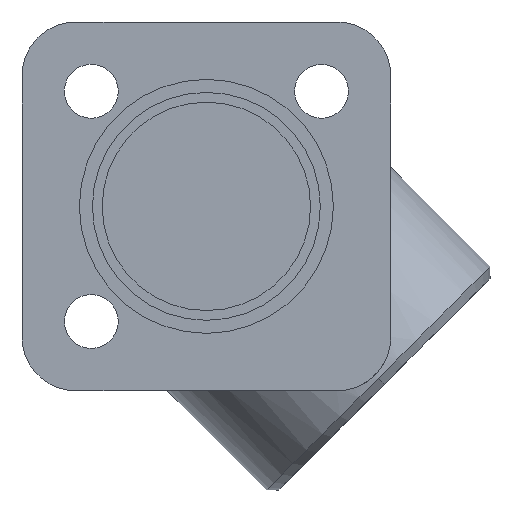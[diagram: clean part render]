
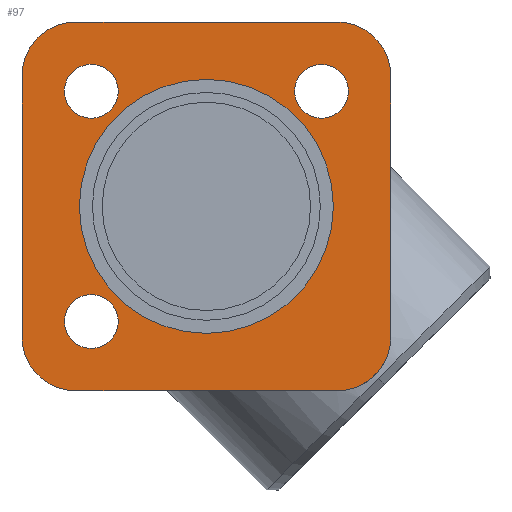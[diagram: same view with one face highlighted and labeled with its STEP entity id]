
A CAD part, front view. The second image highlights one B-rep face of the part: STEP entity #97.
In plain terms, the highlighted planar face has unit normal (0, -1, 0).
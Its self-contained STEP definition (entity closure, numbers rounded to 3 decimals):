
#97=ADVANCED_FACE('',(#207,#208,#209,#210,#211),#212,.F.);
#207=FACE_BOUND('',#321,.T.);
#208=FACE_BOUND('',#322,.T.);
#209=FACE_BOUND('',#323,.T.);
#210=FACE_BOUND('',#324,.T.);
#211=FACE_OUTER_BOUND('',#325,.T.);
#212=PLANE('',#326);
#321=EDGE_LOOP('',(#730,#731));
#322=EDGE_LOOP('',(#732,#733));
#323=EDGE_LOOP('',(#734,#735));
#324=EDGE_LOOP('',(#736,#737));
#325=EDGE_LOOP('',(#738,#739,#740,#741,#742,#743,#744,#745));
#326=AXIS2_PLACEMENT_3D('',#746,#747,#748);
#730=ORIENTED_EDGE('',*,*,#807,.T.);
#731=ORIENTED_EDGE('',*,*,#806,.T.);
#732=ORIENTED_EDGE('',*,*,#857,.T.);
#733=ORIENTED_EDGE('',*,*,#760,.T.);
#734=ORIENTED_EDGE('',*,*,#859,.T.);
#735=ORIENTED_EDGE('',*,*,#756,.T.);
#736=ORIENTED_EDGE('',*,*,#861,.T.);
#737=ORIENTED_EDGE('',*,*,#752,.T.);
#738=ORIENTED_EDGE('',*,*,#833,.T.);
#739=ORIENTED_EDGE('',*,*,#864,.F.);
#740=ORIENTED_EDGE('',*,*,#867,.T.);
#741=ORIENTED_EDGE('',*,*,#870,.F.);
#742=ORIENTED_EDGE('',*,*,#873,.F.);
#743=ORIENTED_EDGE('',*,*,#876,.F.);
#744=ORIENTED_EDGE('',*,*,#879,.T.);
#745=ORIENTED_EDGE('',*,*,#881,.F.);
#746=CARTESIAN_POINT('',(0.,0.,0.));
#747=DIRECTION('',(-0.0,1.0,0.));
#748=DIRECTION('',(1.0,0.0,0.0));
#752=EDGE_CURVE('',#883,#887,#889,.T.);
#756=EDGE_CURVE('',#891,#895,#897,.T.);
#760=EDGE_CURVE('',#899,#903,#905,.T.);
#806=EDGE_CURVE('',#988,#992,#994,.T.);
#807=EDGE_CURVE('',#992,#988,#995,.T.);
#833=EDGE_CURVE('',#1032,#1030,#1033,.T.);
#857=EDGE_CURVE('',#903,#899,#1066,.T.);
#859=EDGE_CURVE('',#895,#891,#1068,.T.);
#861=EDGE_CURVE('',#887,#883,#1070,.T.);
#864=EDGE_CURVE('',#1072,#1030,#1074,.T.);
#867=EDGE_CURVE('',#1072,#1077,#1079,.T.);
#870=EDGE_CURVE('',#1082,#1077,#1084,.T.);
#873=EDGE_CURVE('',#1087,#1082,#1089,.T.);
#876=EDGE_CURVE('',#1092,#1087,#1094,.T.);
#879=EDGE_CURVE('',#1092,#1097,#1099,.T.);
#881=EDGE_CURVE('',#1032,#1097,#1101,.T.);
#883=VERTEX_POINT('',#1103);
#887=VERTEX_POINT('',#1108);
#889=CIRCLE('',#1111,6.0);
#891=VERTEX_POINT('',#1113);
#895=VERTEX_POINT('',#1118);
#897=CIRCLE('',#1121,6.0);
#899=VERTEX_POINT('',#1123);
#903=VERTEX_POINT('',#1128);
#905=CIRCLE('',#1131,6.0);
#988=VERTEX_POINT('',#1311);
#992=VERTEX_POINT('',#1316);
#994=CIRCLE('',#1319,28.275);
#995=CIRCLE('',#1320,28.275);
#1030=VERTEX_POINT('',#1391);
#1032=VERTEX_POINT('',#1394);
#1033=LINE('',#1395,#1396);
#1066=CIRCLE('',#1509,6.0);
#1068=CIRCLE('',#1511,6.0);
#1070=CIRCLE('',#1513,6.0);
#1072=VERTEX_POINT('',#1515);
#1074=CIRCLE('',#1518,12.0);
#1077=VERTEX_POINT('',#1522);
#1079=LINE('',#1525,#1526);
#1082=VERTEX_POINT('',#1529);
#1084=CIRCLE('',#1532,12.0);
#1087=VERTEX_POINT('',#1536);
#1089=LINE('',#1539,#1540);
#1092=VERTEX_POINT('',#1543);
#1094=CIRCLE('',#1546,12.0);
#1097=VERTEX_POINT('',#1550);
#1099=LINE('',#1553,#1554);
#1101=CIRCLE('',#1556,12.0);
#1103=CARTESIAN_POINT('',(-21.39,0.,-21.39));
#1108=CARTESIAN_POINT('',(-29.875,0.,-29.875));
#1111=AXIS2_PLACEMENT_3D('',#1562,#1563,#1564);
#1113=CARTESIAN_POINT('',(-21.39,0.,21.39));
#1118=CARTESIAN_POINT('',(-29.875,0.,29.875));
#1121=AXIS2_PLACEMENT_3D('',#1570,#1571,#1572);
#1123=CARTESIAN_POINT('',(21.39,0.,21.39));
#1128=CARTESIAN_POINT('',(29.875,0.,29.875));
#1131=AXIS2_PLACEMENT_3D('',#1578,#1579,#1580);
#1311=CARTESIAN_POINT('',(-28.275,0.,0.));
#1316=CARTESIAN_POINT('',(28.275,0.,0.));
#1319=AXIS2_PLACEMENT_3D('',#1662,#1663,#1664);
#1320=AXIS2_PLACEMENT_3D('',#1665,#1666,#1667);
#1391=CARTESIAN_POINT('',(29.05,0.,-41.05));
#1394=CARTESIAN_POINT('',(-29.05,0.,-41.05));
#1395=CARTESIAN_POINT('',(0.,0.,-41.05));
#1396=VECTOR('',#1723,1.0);
#1509=AXIS2_PLACEMENT_3D('',#1762,#1763,#1764);
#1511=AXIS2_PLACEMENT_3D('',#1768,#1769,#1770);
#1513=AXIS2_PLACEMENT_3D('',#1774,#1775,#1776);
#1515=CARTESIAN_POINT('',(41.05,0.,-29.05));
#1518=AXIS2_PLACEMENT_3D('',#1781,#1782,#1783);
#1522=CARTESIAN_POINT('',(41.05,0.,29.05));
#1525=CARTESIAN_POINT('',(41.05,0.,-29.05));
#1526=VECTOR('',#1786,1.0);
#1529=CARTESIAN_POINT('',(29.05,0.,41.05));
#1532=AXIS2_PLACEMENT_3D('',#1791,#1792,#1793);
#1536=CARTESIAN_POINT('',(-29.05,0.,41.05));
#1539=CARTESIAN_POINT('',(0.,0.,41.05));
#1540=VECTOR('',#1796,1.0);
#1543=CARTESIAN_POINT('',(-41.05,0.,29.05));
#1546=AXIS2_PLACEMENT_3D('',#1801,#1802,#1803);
#1550=CARTESIAN_POINT('',(-41.05,0.,-29.05));
#1553=CARTESIAN_POINT('',(-41.05,0.,29.05));
#1554=VECTOR('',#1806,1.0);
#1556=AXIS2_PLACEMENT_3D('',#1810,#1811,#1812);
#1562=CARTESIAN_POINT('',(-25.633,0.0,-25.633));
#1563=DIRECTION('',(0.,1.0,0.));
#1564=DIRECTION('',(0.707,0.,0.707));
#1570=CARTESIAN_POINT('',(-25.633,0.0,25.633));
#1571=DIRECTION('',(0.,1.0,0.));
#1572=DIRECTION('',(0.707,0.,-0.707));
#1578=CARTESIAN_POINT('',(25.633,0.0,25.633));
#1579=DIRECTION('',(0.,1.0,0.));
#1580=DIRECTION('',(-0.707,0.,-0.707));
#1662=CARTESIAN_POINT('',(0.0,0.0,0.0));
#1663=DIRECTION('',(0.0,1.0,0.));
#1664=DIRECTION('',(-1.0,0.0,0.0));
#1665=CARTESIAN_POINT('',(0.0,0.0,0.0));
#1666=DIRECTION('',(0.0,1.0,0.));
#1667=DIRECTION('',(-1.0,0.0,0.0));
#1723=DIRECTION('',(1.0,0.,0.));
#1762=CARTESIAN_POINT('',(25.633,0.0,25.633));
#1763=DIRECTION('',(0.,1.0,0.));
#1764=DIRECTION('',(-0.707,0.,-0.707));
#1768=CARTESIAN_POINT('',(-25.633,0.0,25.633));
#1769=DIRECTION('',(0.,1.0,0.));
#1770=DIRECTION('',(0.707,0.,-0.707));
#1774=CARTESIAN_POINT('',(-25.633,0.0,-25.633));
#1775=DIRECTION('',(0.,1.0,0.));
#1776=DIRECTION('',(0.707,0.,0.707));
#1781=CARTESIAN_POINT('',(29.05,0.,-29.05));
#1782=DIRECTION('',(-0.0,1.0,0.));
#1783=DIRECTION('',(1.0,0.0,0.0));
#1786=DIRECTION('',(0.,0.,1.0));
#1791=CARTESIAN_POINT('',(29.05,0.,29.05));
#1792=DIRECTION('',(-0.0,1.0,0.));
#1793=DIRECTION('',(1.0,0.0,0.0));
#1796=DIRECTION('',(1.0,0.,0.));
#1801=CARTESIAN_POINT('',(-29.05,0.,29.05));
#1802=DIRECTION('',(-0.0,1.0,0.));
#1803=DIRECTION('',(1.0,0.0,0.0));
#1806=DIRECTION('',(0.,0.,-1.0));
#1810=CARTESIAN_POINT('',(-29.05,0.,-29.05));
#1811=DIRECTION('',(-0.0,1.0,0.));
#1812=DIRECTION('',(1.0,0.0,0.0));
